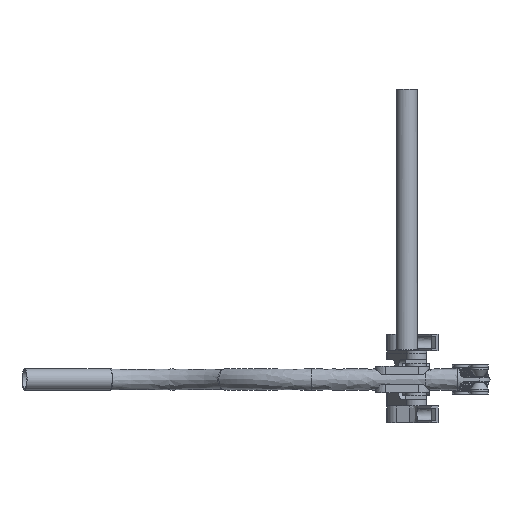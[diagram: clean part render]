
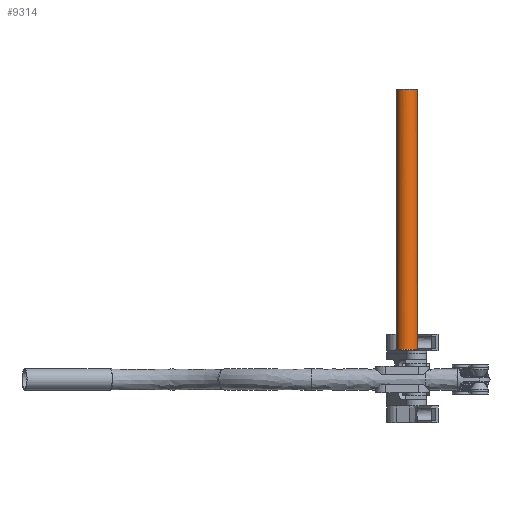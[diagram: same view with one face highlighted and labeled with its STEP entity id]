
A CAD part, left-side view. The second image highlights one B-rep face of the part: STEP entity #9314.
In plain terms, the highlighted free-form (B-spline) face has degree [2, 1] with [9, 2] control points.
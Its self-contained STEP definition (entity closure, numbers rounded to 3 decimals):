
#9246 = VERTEX_POINT('',#9247);
#9247 = CARTESIAN_POINT('',(613.294,18.972,
    30.112));
#9264 = EDGE_CURVE('',#9246,#9265,#9267,.T.);
#9265 = VERTEX_POINT('',#9266);
#9266 = CARTESIAN_POINT('',(620.626,-0.846,
    30.112));
#9267 = ( BOUNDED_CURVE() B_SPLINE_CURVE(2,(#9268,#9269,#9270,#9271,
#9272),.UNSPECIFIED.,.F.,.F.) B_SPLINE_CURVE_WITH_KNOTS((3,2,3),(
    4.712,6.283,7.854),
.PIECEWISE_BEZIER_KNOTS.) CURVE() GEOMETRIC_REPRESENTATION_ITEM() 
RATIONAL_B_SPLINE_CURVE((1.,0.707,1.,0.707,1.)) 
REPRESENTATION_ITEM('') );
#9268 = CARTESIAN_POINT('',(613.294,18.972,
    30.112));
#9269 = CARTESIAN_POINT('',(623.204,22.638,
    30.112));
#9270 = CARTESIAN_POINT('',(626.869,12.729,
    30.112));
#9271 = CARTESIAN_POINT('',(630.535,2.82,
    30.112));
#9272 = CARTESIAN_POINT('',(620.626,-0.846,
    30.112));
#9314 = ADVANCED_FACE('',(#9315),#9350,.T.);
#9315 = FACE_BOUND('',#9316,.T.);
#9316 = EDGE_LOOP('',(#9317,#9329,#9336,#9342,#9343,#9349));
#9317 = ORIENTED_EDGE('',*,*,#9318,.F.);
#9318 = EDGE_CURVE('',#9319,#9319,#9321,.T.);
#9319 = VERTEX_POINT('',#9320);
#9320 = CARTESIAN_POINT('',(606.395,9.063,
    290.288));
#9321 = ( BOUNDED_CURVE() B_SPLINE_CURVE(2,(#9322,#9323,#9324,#9325,
#9326,#9327,#9328),.UNSPECIFIED.,.T.,.F.) B_SPLINE_CURVE_WITH_KNOTS((3,2
    ,2,3),(3.142,5.236,7.33,9.425),
.PIECEWISE_BEZIER_KNOTS.) CURVE() GEOMETRIC_REPRESENTATION_ITEM() 
RATIONAL_B_SPLINE_CURVE((1.,0.5,1.,0.5,1.,0.5,1.)) REPRESENTATION_ITEM(
  '') );
#9322 = CARTESIAN_POINT('',(606.395,9.063,
    290.288));
#9323 = CARTESIAN_POINT('',(606.395,-9.237,
    290.288));
#9324 = CARTESIAN_POINT('',(622.243,-0.087,
    290.288));
#9325 = CARTESIAN_POINT('',(638.091,9.063,
    290.288));
#9326 = CARTESIAN_POINT('',(622.243,18.213,
    290.288));
#9327 = CARTESIAN_POINT('',(606.395,27.363,
    290.288));
#9328 = CARTESIAN_POINT('',(606.395,9.063,
    290.288));
#9329 = ORIENTED_EDGE('',*,*,#9330,.T.);
#9330 = EDGE_CURVE('',#9319,#9331,#9333,.T.);
#9331 = VERTEX_POINT('',#9332);
#9332 = CARTESIAN_POINT('',(606.395,9.063,
    30.112));
#9333 = B_SPLINE_CURVE_WITH_KNOTS('',1,(#9334,#9335),.UNSPECIFIED.,.F.,
  .F.,(2,2),(-247.75,-1.5),.PIECEWISE_BEZIER_KNOTS.);
#9334 = CARTESIAN_POINT('',(606.395,9.063,
    290.288));
#9335 = CARTESIAN_POINT('',(606.395,9.063,
    30.112));
#9336 = ORIENTED_EDGE('',*,*,#9337,.F.);
#9337 = EDGE_CURVE('',#9265,#9331,#9338,.T.);
#9338 = ( BOUNDED_CURVE() B_SPLINE_CURVE(2,(#9339,#9340,#9341),
.UNSPECIFIED.,.F.,.F.) B_SPLINE_CURVE_WITH_KNOTS((3,3),(4.712,
6.638),.PIECEWISE_BEZIER_KNOTS.) CURVE() 
GEOMETRIC_REPRESENTATION_ITEM() RATIONAL_B_SPLINE_CURVE((1.,
0.571,1.)) REPRESENTATION_ITEM('') );
#9339 = CARTESIAN_POINT('',(620.626,-0.846,
    30.112));
#9340 = CARTESIAN_POINT('',(606.395,-6.111,
    30.112));
#9341 = CARTESIAN_POINT('',(606.395,9.063,
    30.112));
#9342 = ORIENTED_EDGE('',*,*,#9264,.F.);
#9343 = ORIENTED_EDGE('',*,*,#9344,.F.);
#9344 = EDGE_CURVE('',#9331,#9246,#9345,.T.);
#9345 = ( BOUNDED_CURVE() B_SPLINE_CURVE(2,(#9346,#9347,#9348),
.UNSPECIFIED.,.F.,.F.) B_SPLINE_CURVE_WITH_KNOTS((3,3),(0.354,
1.571),.PIECEWISE_BEZIER_KNOTS.) CURVE() 
GEOMETRIC_REPRESENTATION_ITEM() RATIONAL_B_SPLINE_CURVE((1.,0.821
,1.)) REPRESENTATION_ITEM('') );
#9346 = CARTESIAN_POINT('',(606.395,9.063,
    30.112));
#9347 = CARTESIAN_POINT('',(606.395,16.42,
    30.112));
#9348 = CARTESIAN_POINT('',(613.294,18.972,
    30.112));
#9349 = ORIENTED_EDGE('',*,*,#9330,.F.);
#9350 = ( BOUNDED_SURFACE() B_SPLINE_SURFACE(2,1,(
    (#9351,#9352)
    ,(#9353,#9354)
    ,(#9355,#9356)
    ,(#9357,#9358)
    ,(#9359,#9360)
    ,(#9361,#9362)
    ,(#9363,#9364)
    ,(#9365,#9366)
    ,(#9367,#9368
)),.UNSPECIFIED.,.T.,.F.,.F.) B_SPLINE_SURFACE_WITH_KNOTS((3,2,2,2,3),(2
    ,2),(-3.142,-2.094,0.,2.094,3.142)
,(1.5,247.75),.UNSPECIFIED.) GEOMETRIC_REPRESENTATION_ITEM() 
RATIONAL_B_SPLINE_SURFACE((
    (0.75,0.75)
    ,(0.75,0.75)
    ,(1.,1.)
    ,(0.5,0.5)
    ,(1.,1.)
    ,(0.5,0.5)
    ,(1.,1.)
    ,(0.75,0.75)
,(0.75,0.75))) REPRESENTATION_ITEM('') SURFACE() );
#9351 = CARTESIAN_POINT('',(606.395,9.063,
    30.112));
#9352 = CARTESIAN_POINT('',(606.395,9.063,
    290.288));
#9353 = CARTESIAN_POINT('',(606.395,2.963,
    30.112));
#9354 = CARTESIAN_POINT('',(606.395,2.963,
    290.288));
#9355 = CARTESIAN_POINT('',(611.678,-0.087,
    30.112));
#9356 = CARTESIAN_POINT('',(611.678,-0.087,
    290.288));
#9357 = CARTESIAN_POINT('',(627.526,-9.237,
    30.112));
#9358 = CARTESIAN_POINT('',(627.526,-9.237,
    290.288));
#9359 = CARTESIAN_POINT('',(627.526,9.063,
    30.112));
#9360 = CARTESIAN_POINT('',(627.526,9.063,
    290.288));
#9361 = CARTESIAN_POINT('',(627.526,27.363,
    30.112));
#9362 = CARTESIAN_POINT('',(627.526,27.363,
    290.288));
#9363 = CARTESIAN_POINT('',(611.678,18.213,
    30.112));
#9364 = CARTESIAN_POINT('',(611.678,18.213,
    290.288));
#9365 = CARTESIAN_POINT('',(606.395,15.163,
    30.112));
#9366 = CARTESIAN_POINT('',(606.395,15.163,
    290.288));
#9367 = CARTESIAN_POINT('',(606.395,9.063,
    30.112));
#9368 = CARTESIAN_POINT('',(606.395,9.063,
    290.288));
